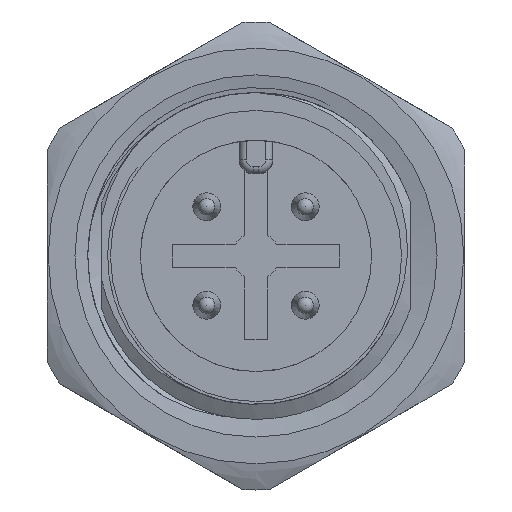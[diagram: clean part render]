
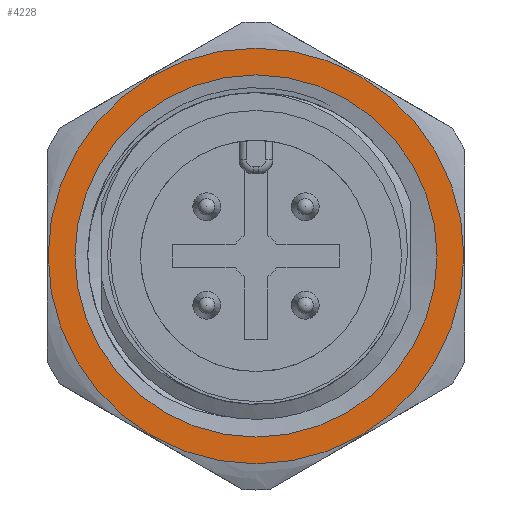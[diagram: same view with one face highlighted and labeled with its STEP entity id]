
A CAD part, front view. The second image highlights one B-rep face of the part: STEP entity #4228.
In plain terms, the highlighted planar face has unit normal (0, -1, 0).
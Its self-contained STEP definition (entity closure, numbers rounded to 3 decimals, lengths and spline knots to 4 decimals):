
#339=PLANE('',#4849);
#479=CIRCLE('',#4850,6.5);
#480=CIRCLE('',#4851,7.4595);
#1439=ORIENTED_EDGE('',*,*,#2158,.T.);
#1440=ORIENTED_EDGE('',*,*,#2159,.F.);
#2158=EDGE_CURVE('',#2600,#2600,#479,.F.);
#2159=EDGE_CURVE('',#2601,#2601,#480,.F.);
#2600=VERTEX_POINT('',#40592);
#2601=VERTEX_POINT('',#40594);
#3355=EDGE_LOOP('',(#1439));
#3356=EDGE_LOOP('',(#1440));
#3762=FACE_BOUND('',#3355,.T.);
#3763=FACE_BOUND('',#3356,.T.);
#4228=ADVANCED_FACE('',(#3762,#3763),#339,.T.);
#4849=AXIS2_PLACEMENT_3D('',#40590,#5754,#5755);
#4850=AXIS2_PLACEMENT_3D('',#40591,#5756,#5757);
#4851=AXIS2_PLACEMENT_3D('',#40593,#5758,#5759);
#5754=DIRECTION('',(0.,-1.,0.));
#5755=DIRECTION('',(0.,0.,-1.));
#5756=DIRECTION('',(0.,-1.,0.));
#5757=DIRECTION('',(0.,0.,-1.));
#5758=DIRECTION('',(0.,-1.,0.));
#5759=DIRECTION('',(0.,0.,-1.));
#40590=CARTESIAN_POINT('',(0.,0.,0.));
#40591=CARTESIAN_POINT('',(0.,0.,0.));
#40592=CARTESIAN_POINT('',(0.,0.,-6.5));
#40593=CARTESIAN_POINT('',(0.,0.,0.));
#40594=CARTESIAN_POINT('',(0.,0.,-7.4595));
